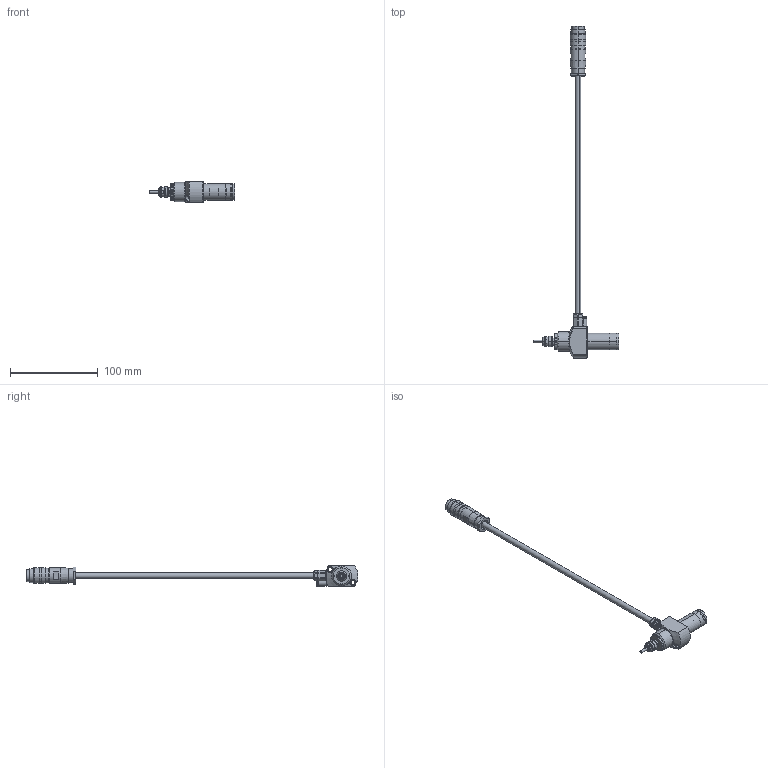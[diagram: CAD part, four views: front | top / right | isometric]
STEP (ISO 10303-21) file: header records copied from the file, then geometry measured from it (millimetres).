
FILE_DESCRIPTION (( 'STEP AP203' ), '1' );
FILE_NAME ('EA1029A0001_モータスピンドル-1.STEP', '2022-10-07T10:52:18', ( '' ), ( '' ), 'SwSTEP 2.0', 'SolidWorks 2021', '' );
FILE_SCHEMA (( 'CONFIG_CONTROL_DESIGN' ));
Length unit declared in the file: millimetre
Products named in the file (1): EA1029A0001_モータスピンドル-1
Bounding box: 97.37 x 378.61 x 23.5 mm (x, y, z)
Volume: 41704.2 mm3; surface area: 31450.1 mm2
Topology: 19 solids, 19 shells, 1005 faces, 2378 edges, 1489 vertices
Faces by surface type: cylinder 375, cone 271, plane 271, torus 60, bspline 24, sphere 4
Entity records: 31526 total; most frequent: CARTESIAN_POINT 7946, DIRECTION 5224, ORIENTED_EDGE 4736, EDGE_CURVE 2368, AXIS2_PLACEMENT_3D 2193, VERTEX_POINT 1489, CIRCLE 1211, EDGE_LOOP 1133
